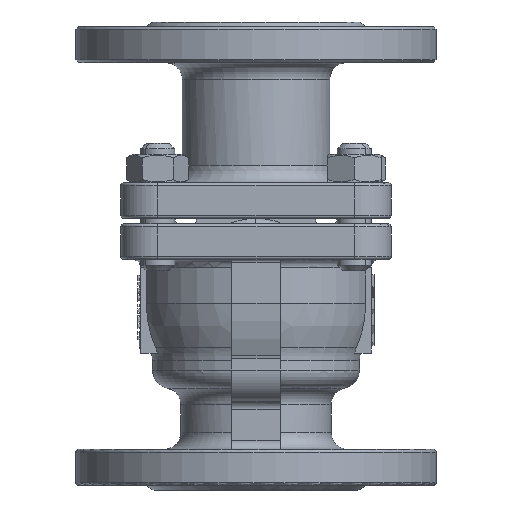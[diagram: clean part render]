
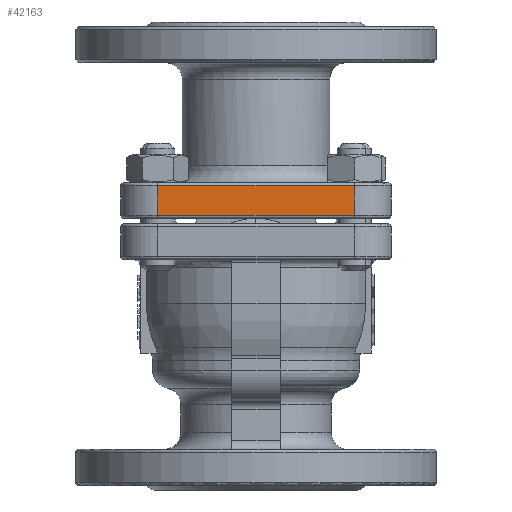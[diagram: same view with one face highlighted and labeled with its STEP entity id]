
A CAD part, front view. The second image highlights one B-rep face of the part: STEP entity #42163.
In plain terms, the highlighted planar face has unit normal (0, -1, 0).
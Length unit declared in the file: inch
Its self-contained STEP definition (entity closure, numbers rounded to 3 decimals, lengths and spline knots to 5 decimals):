
#95 = CARTESIAN_POINT ( 'NONE',  ( 1.36417, -1.87598, 1.39764 ) ) ;
#554 = CARTESIAN_POINT ( 'NONE',  ( -1.36417, -1.87598, 1.12205 ) ) ;
#3251 = EDGE_CURVE ( 'NONE', #38145, #3695, #38112, .T. ) ;
#3650 = CARTESIAN_POINT ( 'NONE',  ( -0.45472, -1.87598, 0.98425 ) ) ;
#3695 = VERTEX_POINT ( 'NONE', #30475 ) ;
#6515 = CARTESIAN_POINT ( 'NONE',  ( -1.36417, -1.87598, 1.39764 ) ) ;
#7021 = CARTESIAN_POINT ( 'NONE',  ( -1.36417, -1.87598, -4.3612 ) ) ;
#7325 = CARTESIAN_POINT ( 'NONE',  ( 1.36417, -1.87598, 0.98425 ) ) ;
#8135 = CARTESIAN_POINT ( 'NONE',  ( -0.45472, -1.87598, 1.39764 ) ) ;
#8164 = AXIS2_PLACEMENT_3D ( 'NONE', #7021, #18773, #22508 ) ;
#8665 = VERTEX_POINT ( 'NONE', #40459 ) ;
#9039 = ORIENTED_EDGE ( 'NONE', *, *, #3251, .F. ) ;
#10029 = FACE_OUTER_BOUND ( 'NONE', #11247, .T. ) ;
#10807 = CARTESIAN_POINT ( 'NONE',  ( 1.36417, -1.87598, 1.25984 ) ) ;
#11247 = EDGE_LOOP ( 'NONE', ( #14246, #9039, #14979, #26462 ) ) ;
#14246 = ORIENTED_EDGE ( 'NONE', *, *, #21530, .F. ) ;
#14979 = ORIENTED_EDGE ( 'NONE', *, *, #19494, .T. ) ;
#15252 = CARTESIAN_POINT ( 'NONE',  ( -1.36417, -1.87598, 1.39764 ) ) ;
#15523 = CARTESIAN_POINT ( 'NONE',  ( -1.36417, -1.87598, 1.25984 ) ) ;
#18773 = DIRECTION ( 'NONE',  ( 0., -1., 0. ) ) ;
#18864 = CARTESIAN_POINT ( 'NONE',  ( 0.45472, -1.87598, 0.98425 ) ) ;
#19494 = EDGE_CURVE ( 'NONE', #38145, #39835, #36871, .T. ) ;
#19873 = CARTESIAN_POINT ( 'NONE',  ( 0.45472, -1.87598, 1.39764 ) ) ;
#21530 = EDGE_CURVE ( 'NONE', #3695, #8665, #28385, .T. ) ;
#21771 = PLANE ( 'NONE',  #8164 ) ;
#22508 = DIRECTION ( 'NONE',  ( 0., 0., -1. ) ) ;
#23308 = CARTESIAN_POINT ( 'NONE',  ( 1.36417, -1.87598, 1.12205 ) ) ;
#23367 = CARTESIAN_POINT ( 'NONE',  ( -1.36417, -1.87598, 0.98425 ) ) ;
#26281 = CARTESIAN_POINT ( 'NONE',  ( -1.36417, -1.87598, 0.98425 ) ) ;
#26462 = ORIENTED_EDGE ( 'NONE', *, *, #41319, .T. ) ;
#27032 = CARTESIAN_POINT ( 'NONE',  ( -1.36417, -1.87598, 0.98425 ) ) ;
#27275 = B_SPLINE_CURVE_WITH_KNOTS ( 'NONE', 3,
 ( #23367, #3650, #18864, #45655 ),
 .UNSPECIFIED., .F., .F.,
 ( 4, 4 ),
 ( 0., 1. ),
 .UNSPECIFIED. ) ;
#28385 = B_SPLINE_CURVE_WITH_KNOTS ( 'NONE', 3,
 ( #95, #10807, #23308, #7325 ),
 .UNSPECIFIED., .F., .F.,
 ( 4, 4 ),
 ( 0., 1. ),
 .UNSPECIFIED. ) ;
#30475 = CARTESIAN_POINT ( 'NONE',  ( 1.36417, -1.87598, 1.39764 ) ) ;
#30915 = CARTESIAN_POINT ( 'NONE',  ( 1.36417, -1.87598, 1.39764 ) ) ;
#34189 = CARTESIAN_POINT ( 'NONE',  ( -1.36417, -1.87598, 1.39764 ) ) ;
#36871 = B_SPLINE_CURVE_WITH_KNOTS ( 'NONE', 3,
 ( #15252, #15523, #554, #27032 ),
 .UNSPECIFIED., .F., .F.,
 ( 4, 4 ),
 ( 0., 1. ),
 .UNSPECIFIED. ) ;
#38112 = B_SPLINE_CURVE_WITH_KNOTS ( 'NONE', 3,
 ( #34189, #8135, #19873, #30915 ),
 .UNSPECIFIED., .F., .F.,
 ( 4, 4 ),
 ( 0., 1. ),
 .UNSPECIFIED. ) ;
#38145 = VERTEX_POINT ( 'NONE', #6515 ) ;
#39835 = VERTEX_POINT ( 'NONE', #26281 ) ;
#40459 = CARTESIAN_POINT ( 'NONE',  ( 1.36417, -1.87598, 0.98425 ) ) ;
#41319 = EDGE_CURVE ( 'NONE', #39835, #8665, #27275, .T. ) ;
#42163 = ADVANCED_FACE ( 'NONE', ( #10029 ), #21771, .T. ) ;
#45655 = CARTESIAN_POINT ( 'NONE',  ( 1.36417, -1.87598, 0.98425 ) ) ;
